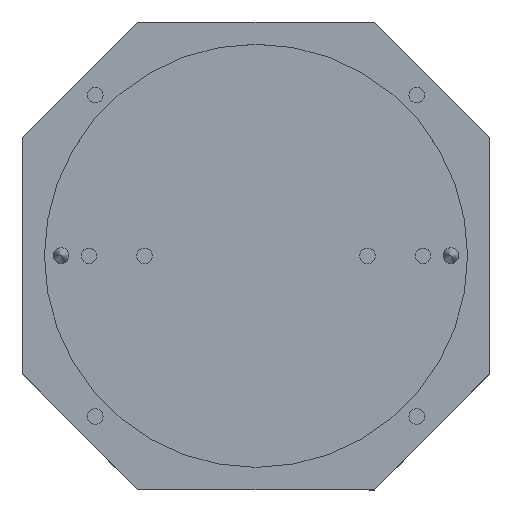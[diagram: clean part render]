
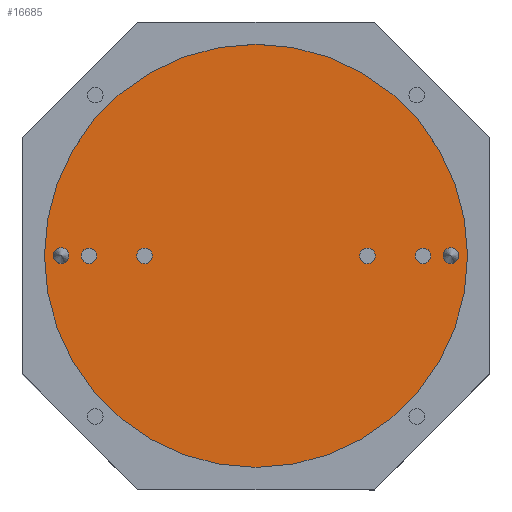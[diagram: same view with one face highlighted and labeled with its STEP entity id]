
A CAD part, top view. The second image highlights one B-rep face of the part: STEP entity #16685.
In plain terms, the highlighted face is planar.
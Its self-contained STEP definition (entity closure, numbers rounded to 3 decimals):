
#16416=CARTESIAN_POINT('',(5.407,-7.663,0.0));
#16417=VERTEX_POINT('',#16416);
#16418=CARTESIAN_POINT('',(5.057,-7.663,0.0));
#16419=DIRECTION('',(0.0,0.0,1.0));
#16420=DIRECTION('',(-1.0,0.0,0.0));
#16421=AXIS2_PLACEMENT_3D('',#16418,#16419,#16420);
#16422=CIRCLE('',#16421,0.35);
#16423=EDGE_CURVE('',#16417,#16417,#16422,.T.);
#16453=CARTESIAN_POINT('',(5.407,-6.413,0.0));
#16454=VERTEX_POINT('',#16453);
#16455=CARTESIAN_POINT('',(5.057,-6.413,0.0));
#16456=DIRECTION('',(0.0,0.0,1.0));
#16457=DIRECTION('',(-1.0,0.0,0.0));
#16458=AXIS2_PLACEMENT_3D('',#16455,#16456,#16457);
#16459=CIRCLE('',#16458,0.35);
#16460=EDGE_CURVE('',#16454,#16454,#16459,.T.);
#16490=CARTESIAN_POINT('',(5.407,-3.913,0.0));
#16491=VERTEX_POINT('',#16490);
#16492=CARTESIAN_POINT('',(5.057,-3.913,0.0));
#16493=DIRECTION('',(0.0,0.0,1.0));
#16494=DIRECTION('',(-1.0,0.0,0.0));
#16495=AXIS2_PLACEMENT_3D('',#16492,#16493,#16494);
#16496=CIRCLE('',#16495,0.35);
#16497=EDGE_CURVE('',#16491,#16491,#16496,.T.);
#16527=CARTESIAN_POINT('',(5.407,9.837,0.0));
#16528=VERTEX_POINT('',#16527);
#16529=CARTESIAN_POINT('',(5.057,9.837,0.0));
#16530=DIRECTION('',(0.0,0.0,1.0));
#16531=DIRECTION('',(-1.0,0.0,0.0));
#16532=AXIS2_PLACEMENT_3D('',#16529,#16530,#16531);
#16533=CIRCLE('',#16532,0.35);
#16534=EDGE_CURVE('',#16528,#16528,#16533,.T.);
#16564=CARTESIAN_POINT('',(5.407,8.587,0.0));
#16565=VERTEX_POINT('',#16564);
#16566=CARTESIAN_POINT('',(5.057,8.587,0.0));
#16567=DIRECTION('',(0.0,0.0,1.0));
#16568=DIRECTION('',(-1.0,0.0,0.0));
#16569=AXIS2_PLACEMENT_3D('',#16566,#16567,#16568);
#16570=CIRCLE('',#16569,0.35);
#16571=EDGE_CURVE('',#16565,#16565,#16570,.T.);
#16601=CARTESIAN_POINT('',(5.407,6.087,0.0));
#16602=VERTEX_POINT('',#16601);
#16603=CARTESIAN_POINT('',(5.057,6.087,0.0));
#16604=DIRECTION('',(0.0,0.0,1.0));
#16605=DIRECTION('',(-1.0,0.0,0.0));
#16606=AXIS2_PLACEMENT_3D('',#16603,#16604,#16605);
#16607=CIRCLE('',#16606,0.35);
#16608=EDGE_CURVE('',#16602,#16602,#16607,.T.);
#16638=CARTESIAN_POINT('',(14.557,1.087,0.0));
#16639=VERTEX_POINT('',#16638);
#16640=CARTESIAN_POINT('',(5.057,1.087,0.0));
#16641=DIRECTION('',(0.0,0.0,-1.0));
#16642=DIRECTION('',(-1.0,0.0,0.0));
#16643=AXIS2_PLACEMENT_3D('',#16640,#16641,#16642);
#16644=CIRCLE('',#16643,9.5);
#16645=EDGE_CURVE('',#16639,#16639,#16644,.T.);
#16659=CARTESIAN_POINT('',(5.057,1.087,0.0));
#16660=DIRECTION('',(0.0,0.0,-1.0));
#16661=DIRECTION('',(-1.0,0.0,0.0));
#16662=AXIS2_PLACEMENT_3D('',#16659,#16660,#16661);
#16663=PLANE('',#16662);
#16664=ORIENTED_EDGE('',*,*,#16645,.T.);
#16665=EDGE_LOOP('',(#16664));
#16666=FACE_OUTER_BOUND('',#16665,.T.);
#16667=ORIENTED_EDGE('',*,*,#16423,.T.);
#16668=EDGE_LOOP('',(#16667));
#16669=FACE_BOUND('',#16668,.T.);
#16670=ORIENTED_EDGE('',*,*,#16460,.T.);
#16671=EDGE_LOOP('',(#16670));
#16672=FACE_BOUND('',#16671,.T.);
#16673=ORIENTED_EDGE('',*,*,#16497,.T.);
#16674=EDGE_LOOP('',(#16673));
#16675=FACE_BOUND('',#16674,.T.);
#16676=ORIENTED_EDGE('',*,*,#16534,.T.);
#16677=EDGE_LOOP('',(#16676));
#16678=FACE_BOUND('',#16677,.T.);
#16679=ORIENTED_EDGE('',*,*,#16571,.T.);
#16680=EDGE_LOOP('',(#16679));
#16681=FACE_BOUND('',#16680,.T.);
#16682=ORIENTED_EDGE('',*,*,#16608,.T.);
#16683=EDGE_LOOP('',(#16682));
#16684=FACE_BOUND('',#16683,.T.);
#16685=ADVANCED_FACE('',(#16666,#16669,#16672,#16675,#16678,#16681,#16684),#16663,.T.);
